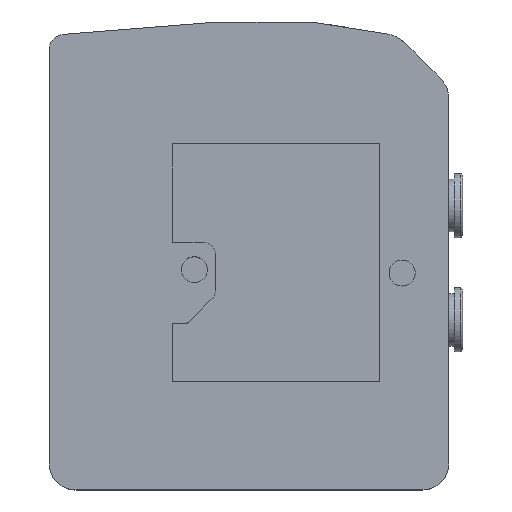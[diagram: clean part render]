
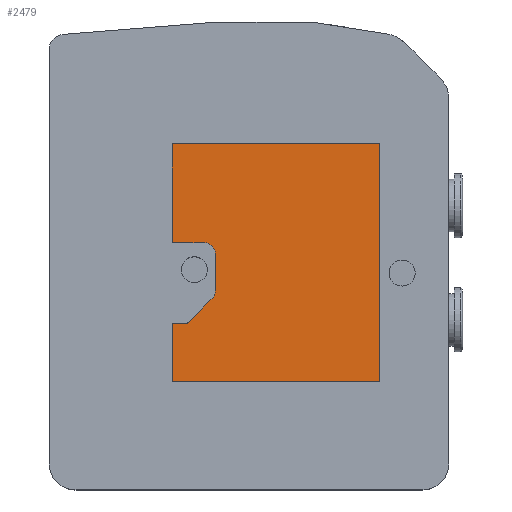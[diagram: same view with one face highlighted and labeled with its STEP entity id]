
A CAD part, top view. The second image highlights one B-rep face of the part: STEP entity #2479.
In plain terms, the highlighted planar face has unit normal (0, 0, 1).
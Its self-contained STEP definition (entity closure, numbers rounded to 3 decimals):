
#2087=CARTESIAN_POINT('',(25.15,21.6,11.85));
#2088=VERTEX_POINT('',#2087);
#2089=CARTESIAN_POINT('',(-14.75,21.6,11.85));
#2090=VERTEX_POINT('',#2089);
#2091=CARTESIAN_POINT('',(25.15,21.6,11.85));
#2092=DIRECTION('',(-1.0,0.0,0.0));
#2093=VECTOR('',#2092,39.9);
#2094=LINE('',#2091,#2093);
#2095=EDGE_CURVE('',#2088,#2090,#2094,.T.);
#2127=CARTESIAN_POINT('',(-14.75,2.55,11.85));
#2128=VERTEX_POINT('',#2127);
#2129=CARTESIAN_POINT('',(-14.75,21.6,11.85));
#2130=DIRECTION('',(0.0,-1.0,0.0));
#2131=VECTOR('',#2130,19.05);
#2132=LINE('',#2129,#2131);
#2133=EDGE_CURVE('',#2090,#2128,#2132,.T.);
#2158=CARTESIAN_POINT('',(-8.6,2.55,11.85));
#2159=VERTEX_POINT('',#2158);
#2160=CARTESIAN_POINT('',(-14.75,2.55,11.85));
#2161=DIRECTION('',(1.0,0.0,0.0));
#2162=VECTOR('',#2161,6.15);
#2163=LINE('',#2160,#2162);
#2164=EDGE_CURVE('',#2128,#2159,#2163,.T.);
#2189=CARTESIAN_POINT('',(-6.5,0.45,11.85));
#2190=VERTEX_POINT('',#2189);
#2191=CARTESIAN_POINT('',(-8.6,0.45,11.85));
#2192=DIRECTION('',(0.0,0.0,-1.0));
#2193=DIRECTION('',(1.0,0.0,0.0));
#2194=AXIS2_PLACEMENT_3D('',#2191,#2192,#2193);
#2195=CIRCLE('',#2194,2.1);
#2196=EDGE_CURVE('',#2159,#2190,#2195,.T.);
#2222=CARTESIAN_POINT('',(-6.5,-6.743,11.85));
#2223=VERTEX_POINT('',#2222);
#2224=CARTESIAN_POINT('',(-6.5,0.45,11.85));
#2225=DIRECTION('',(0.0,-1.0,0.0));
#2226=VECTOR('',#2225,7.193);
#2227=LINE('',#2224,#2226);
#2228=EDGE_CURVE('',#2190,#2223,#2227,.T.);
#2253=CARTESIAN_POINT('',(-7.115,-8.228,11.85));
#2254=VERTEX_POINT('',#2253);
#2255=CARTESIAN_POINT('',(-8.6,-6.743,11.85));
#2256=DIRECTION('',(0.0,0.0,-1.));
#2257=DIRECTION('',(0.707,-0.707,0.0));
#2258=AXIS2_PLACEMENT_3D('',#2255,#2256,#2257);
#2259=CIRCLE('',#2258,2.1);
#2260=EDGE_CURVE('',#2223,#2254,#2259,.T.);
#2286=CARTESIAN_POINT('',(-11.712,-12.824,11.85));
#2287=VERTEX_POINT('',#2286);
#2288=CARTESIAN_POINT('',(-7.115,-8.228,11.85));
#2289=DIRECTION('',(-0.707,-0.707,0.0));
#2290=VECTOR('',#2289,6.501);
#2291=LINE('',#2288,#2290);
#2292=EDGE_CURVE('',#2254,#2287,#2291,.T.);
#2317=CARTESIAN_POINT('',(-12.136,-13.,11.85));
#2318=VERTEX_POINT('',#2317);
#2319=CARTESIAN_POINT('',(-12.136,-12.4,11.85));
#2320=DIRECTION('',(0.0,0.0,-1.0));
#2321=DIRECTION('',(0.0,-1.0,0.0));
#2322=AXIS2_PLACEMENT_3D('',#2319,#2320,#2321);
#2323=CIRCLE('',#2322,0.6);
#2324=EDGE_CURVE('',#2287,#2318,#2323,.T.);
#2350=CARTESIAN_POINT('',(-14.75,-13.,11.85));
#2351=VERTEX_POINT('',#2350);
#2352=CARTESIAN_POINT('',(-12.136,-13.,11.85));
#2353=DIRECTION('',(-1.0,0.0,0.0));
#2354=VECTOR('',#2353,2.614);
#2355=LINE('',#2352,#2354);
#2356=EDGE_CURVE('',#2318,#2351,#2355,.T.);
#2381=CARTESIAN_POINT('',(-14.75,-24.2,11.85));
#2382=VERTEX_POINT('',#2381);
#2383=CARTESIAN_POINT('',(-14.75,-13.,11.85));
#2384=DIRECTION('',(0.0,-1.0,0.0));
#2385=VECTOR('',#2384,11.2);
#2386=LINE('',#2383,#2385);
#2387=EDGE_CURVE('',#2351,#2382,#2386,.T.);
#2412=CARTESIAN_POINT('',(25.15,-24.2,11.85));
#2413=VERTEX_POINT('',#2412);
#2414=CARTESIAN_POINT('',(-14.75,-24.2,11.85));
#2415=DIRECTION('',(1.0,0.0,0.0));
#2416=VECTOR('',#2415,39.9);
#2417=LINE('',#2414,#2416);
#2418=EDGE_CURVE('',#2382,#2413,#2417,.T.);
#2443=CARTESIAN_POINT('',(25.15,-24.2,11.85));
#2444=DIRECTION('',(0.0,1.0,0.0));
#2445=VECTOR('',#2444,45.8);
#2446=LINE('',#2443,#2445);
#2447=EDGE_CURVE('',#2413,#2088,#2446,.T.);
#2460=CARTESIAN_POINT('',(4.708,-1.435,11.85));
#2461=DIRECTION('',(0.0,0.0,1.0));
#2462=DIRECTION('',(1.0,0.0,0.0));
#2463=AXIS2_PLACEMENT_3D('',#2460,#2461,#2462);
#2464=PLANE('',#2463);
#2465=ORIENTED_EDGE('',*,*,#2095,.T.);
#2466=ORIENTED_EDGE('',*,*,#2133,.T.);
#2467=ORIENTED_EDGE('',*,*,#2164,.T.);
#2468=ORIENTED_EDGE('',*,*,#2196,.T.);
#2469=ORIENTED_EDGE('',*,*,#2228,.T.);
#2470=ORIENTED_EDGE('',*,*,#2260,.T.);
#2471=ORIENTED_EDGE('',*,*,#2292,.T.);
#2472=ORIENTED_EDGE('',*,*,#2324,.T.);
#2473=ORIENTED_EDGE('',*,*,#2356,.T.);
#2474=ORIENTED_EDGE('',*,*,#2387,.T.);
#2475=ORIENTED_EDGE('',*,*,#2418,.T.);
#2476=ORIENTED_EDGE('',*,*,#2447,.T.);
#2477=EDGE_LOOP('',(#2465,#2466,#2467,#2468,#2469,#2470,#2471,#2472,#2473,#2474,#2475,#2476));
#2478=FACE_OUTER_BOUND('',#2477,.T.);
#2479=ADVANCED_FACE('',(#2478),#2464,.T.);
